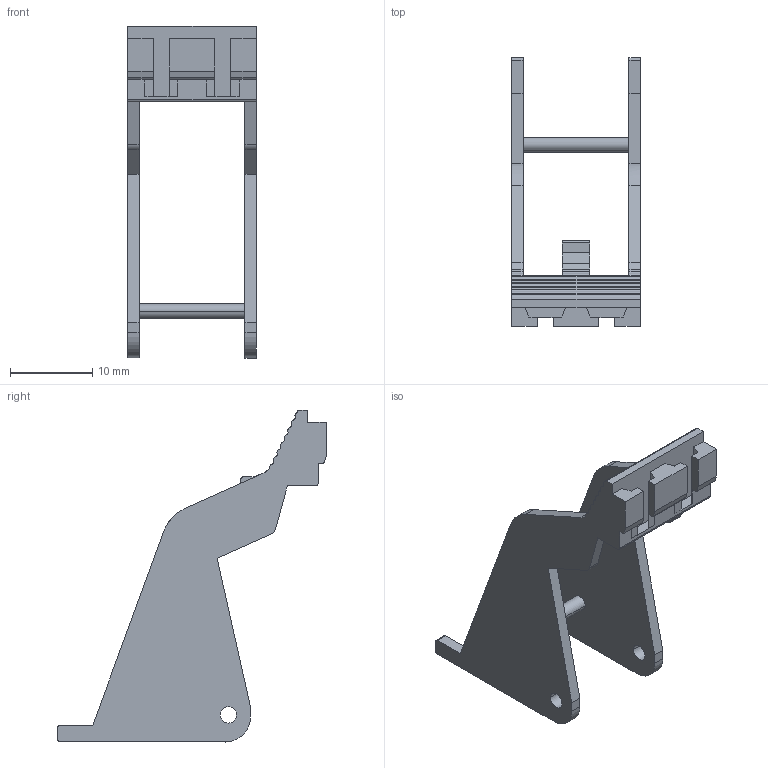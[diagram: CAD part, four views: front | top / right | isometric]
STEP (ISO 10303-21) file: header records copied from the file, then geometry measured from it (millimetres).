
FILE_DESCRIPTION(('CATIA V5R24 STEP','CAx-IF Rec.Pracs.--- Model Styling and Organization---1.2---2011-12-15'),'2;1');
FILE_NAME ('12514727_2_7760056389_S3D_SDI_CLIP_P.stp','2018-01-30T06:51:04+00:00',('none'),('Weidmueller'),'CATIA Version 5-6 Release 2014 SP4','CATIA V5 STEP AP214','none');
FILE_SCHEMA(('AUTOMOTIVE_DESIGN { 1 0 10303 214 1 1 1 1 }'));
Length unit declared in the file: millimetre
Products named in the file (1): 7760056389
Bounding box: 15.7 x 32.74 x 40.47 mm (x, y, z)
Volume: 1818.2 mm3; surface area: 2768.8 mm2
Topology: 1 solids, 1 shells, 110 faces, 340 edges, 232 vertices
Faces by surface type: plane 60, cylinder 50
Entity records: 3840 total; most frequent: CARTESIAN_POINT 781, ORIENTED_EDGE 680, DIRECTION 490, EDGE_CURVE 340, VERTEX_POINT 232, VECTOR 224, LINE 224, AXIS2_PLACEMENT_3D 184
